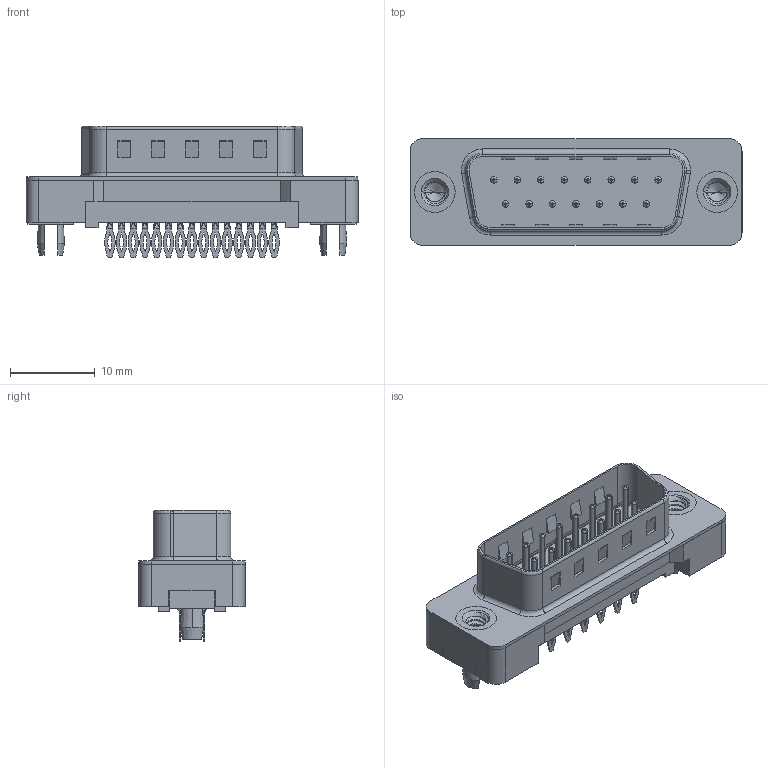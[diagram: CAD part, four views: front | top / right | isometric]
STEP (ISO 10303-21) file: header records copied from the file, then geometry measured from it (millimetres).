
FILE_DESCRIPTION (( 'STEP AP203' ), '1' );
FILE_NAME ('627-015-326-216.STEP', '2020-07-15T23:54:33', ( '' ), ( '' ), 'SwSTEP 2.0', 'SolidWorks 2020', '' );
FILE_SCHEMA (( 'CONFIG_CONTROL_DESIGN' ));
Length unit declared in the file: millimetre
Products named in the file (6): 627 Plastic Body Housing_15 Contacts; 627 PB Shell_15 Contacts; 627 PB Contact Row 2_26; 627 PB 4-40 Threaded Rivet with Boardlock; 627-015-326-216; 627 PB Contact Row 1_26
Assembly tree (19 placements, depth 2):
  627-015-326-216
    627 Plastic Body Housing_15 Contacts
    627 PB Shell_15 Contacts
    627 PB Contact Row 1_26  x8
    627 PB Contact Row 2_26  x7
    627 PB 4-40 Threaded Rivet with Boardlock  x2
Bounding box: 39.19 x 12.6 x 15.55 mm (x, y, z)
Volume: 2013 mm3; surface area: 4346.8 mm2
Topology: 19 solids, 19 shells, 1372 faces, 3573 edges, 2267 vertices
Faces by surface type: plane 826, cylinder 394, bspline 66, torus 64, cone 22
Entity records: 19878 total; most frequent: CARTESIAN_POINT 4775, ORIENTED_EDGE 2932, DIRECTION 2919, EDGE_CURVE 1466, VECTOR 1031, LINE 1031, VERTEX_POINT 944, AXIS2_PLACEMENT_3D 944
